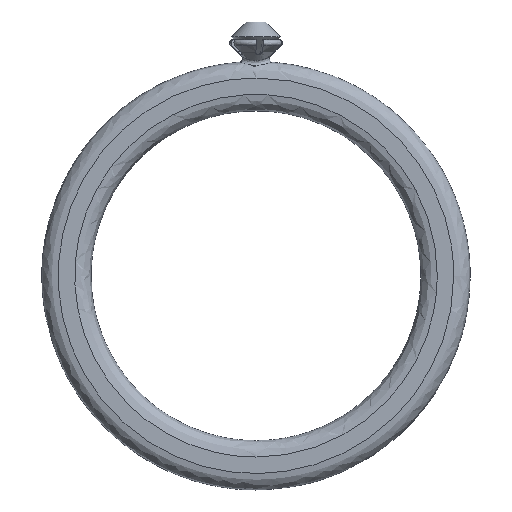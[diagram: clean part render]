
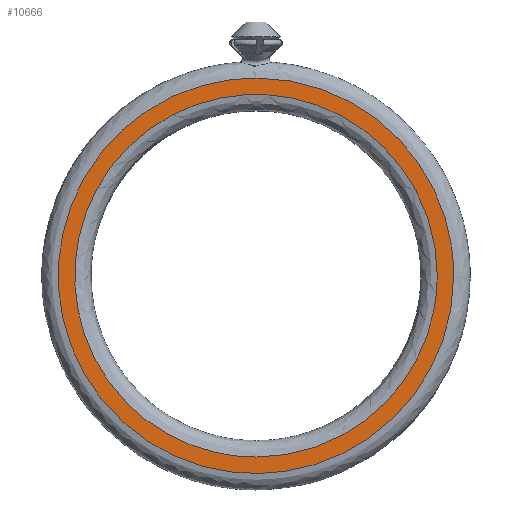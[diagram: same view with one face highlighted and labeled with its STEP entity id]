
A CAD part, left-side view. The second image highlights one B-rep face of the part: STEP entity #10666.
In plain terms, the highlighted free-form (B-spline) face has degree [1, 1] with [2, 2] control points.
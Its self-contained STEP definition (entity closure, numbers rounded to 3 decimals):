
#8915 = VERTEX_POINT('',#8916);
#8916 = CARTESIAN_POINT('',(-0.473,-12.285,
    -6.615));
#8922 = EDGE_CURVE('',#8915,#8923,#8925,.T.);
#8923 = VERTEX_POINT('',#8924);
#8924 = CARTESIAN_POINT('',(-0.473,-17.955,
    -12.285));
#8925 = ( BOUNDED_CURVE() B_SPLINE_CURVE(2,(#8926,#8927,#8928),
.UNSPECIFIED.,.F.,.F.) B_SPLINE_CURVE_WITH_KNOTS((3,3),(1.571,
3.142),.PIECEWISE_BEZIER_KNOTS.) CURVE() 
GEOMETRIC_REPRESENTATION_ITEM() RATIONAL_B_SPLINE_CURVE((1.,
0.707,1.)) REPRESENTATION_ITEM('') );
#8926 = CARTESIAN_POINT('',(-0.473,-12.285,
    -6.615));
#8927 = CARTESIAN_POINT('',(-0.473,-17.955,
    -6.615));
#8928 = CARTESIAN_POINT('',(-0.473,-17.955,
    -12.285));
#8930 = EDGE_CURVE('',#8923,#8915,#8931,.T.);
#8931 = ( BOUNDED_CURVE() B_SPLINE_CURVE(2,(#8932,#8933,#8934,#8935,
#8936,#8937,#8938),.UNSPECIFIED.,.F.,.F.) B_SPLINE_CURVE_WITH_KNOTS((3,2
    ,2,3),(-3.142,-1.571,0.,1.571),
.UNSPECIFIED.) CURVE() GEOMETRIC_REPRESENTATION_ITEM() 
RATIONAL_B_SPLINE_CURVE((1.,0.707,1.,0.707,1.,
0.707,1.)) REPRESENTATION_ITEM('') );
#8932 = CARTESIAN_POINT('',(-0.473,-17.955,
    -12.285));
#8933 = CARTESIAN_POINT('',(-0.473,-17.955,
    -17.955));
#8934 = CARTESIAN_POINT('',(-0.473,-12.285,
    -17.955));
#8935 = CARTESIAN_POINT('',(-0.473,-6.615,
    -17.955));
#8936 = CARTESIAN_POINT('',(-0.473,-6.615,
    -12.285));
#8937 = CARTESIAN_POINT('',(-0.473,-6.615,
    -6.615));
#8938 = CARTESIAN_POINT('',(-0.473,-12.285,
    -6.615));
#10666 = ADVANCED_FACE('',(#10667,#10671),#10693,.T.);
#10667 = FACE_BOUND('',#10668,.T.);
#10668 = EDGE_LOOP('',(#10669,#10670));
#10669 = ORIENTED_EDGE('',*,*,#8930,.F.);
#10670 = ORIENTED_EDGE('',*,*,#8922,.F.);
#10671 = FACE_BOUND('',#10672,.T.);
#10672 = EDGE_LOOP('',(#10673,#10687));
#10673 = ORIENTED_EDGE('',*,*,#10674,.F.);
#10674 = EDGE_CURVE('',#10675,#10677,#10679,.T.);
#10675 = VERTEX_POINT('',#10676);
#10676 = CARTESIAN_POINT('',(-0.473,-17.483,
    -12.285));
#10677 = VERTEX_POINT('',#10678);
#10678 = CARTESIAN_POINT('',(-0.473,-12.285,
    -17.483));
#10679 = ( BOUNDED_CURVE() B_SPLINE_CURVE(2,(#10680,#10681,#10682,#10683
    ,#10684,#10685,#10686),.UNSPECIFIED.,.F.,.F.) 
B_SPLINE_CURVE_WITH_KNOTS((3,2,2,3),(-3.142,-1.571,0.,
1.571),.UNSPECIFIED.) CURVE() GEOMETRIC_REPRESENTATION_ITEM() 
RATIONAL_B_SPLINE_CURVE((1.,0.707,1.,0.707,1.,
0.707,1.)) REPRESENTATION_ITEM('') );
#10680 = CARTESIAN_POINT('',(-0.473,-17.483,
    -12.285));
#10681 = CARTESIAN_POINT('',(-0.473,-17.483,
    -7.088));
#10682 = CARTESIAN_POINT('',(-0.473,-12.285,
    -7.088));
#10683 = CARTESIAN_POINT('',(-0.473,-7.088,
    -7.088));
#10684 = CARTESIAN_POINT('',(-0.473,-7.088,
    -12.285));
#10685 = CARTESIAN_POINT('',(-0.473,-7.088,
    -17.483));
#10686 = CARTESIAN_POINT('',(-0.473,-12.285,
    -17.483));
#10687 = ORIENTED_EDGE('',*,*,#10688,.F.);
#10688 = EDGE_CURVE('',#10677,#10675,#10689,.T.);
#10689 = ( BOUNDED_CURVE() B_SPLINE_CURVE(2,(#10690,#10691,#10692),
.UNSPECIFIED.,.F.,.F.) B_SPLINE_CURVE_WITH_KNOTS((3,3),(1.571,
3.142),.PIECEWISE_BEZIER_KNOTS.) CURVE() 
GEOMETRIC_REPRESENTATION_ITEM() RATIONAL_B_SPLINE_CURVE((1.,
0.707,1.)) REPRESENTATION_ITEM('') );
#10690 = CARTESIAN_POINT('',(-0.473,-12.285,
    -17.483));
#10691 = CARTESIAN_POINT('',(-0.473,-17.483,
    -17.483));
#10692 = CARTESIAN_POINT('',(-0.473,-17.483,
    -12.285));
#10693 = B_SPLINE_SURFACE_WITH_KNOTS('',1,1,(
    (#10694,#10695)
    ,(#10696,#10697
    )),.UNSPECIFIED.,.F.,.F.,.F.,(2,2),(2,2),(-0.601,0.601),(-0.601,
    0.601),.PIECEWISE_BEZIER_KNOTS.);
#10694 = CARTESIAN_POINT('',(-0.473,-6.606,
    -17.965));
#10695 = CARTESIAN_POINT('',(-0.473,-6.606,
    -6.606));
#10696 = CARTESIAN_POINT('',(-0.473,-17.965,
    -17.965));
#10697 = CARTESIAN_POINT('',(-0.473,-17.965,
    -6.606));
